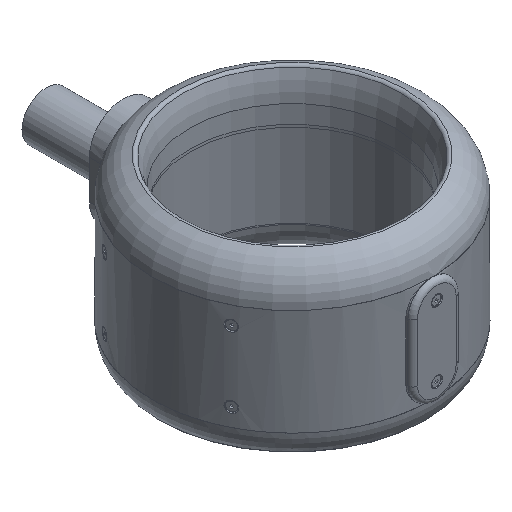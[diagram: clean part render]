
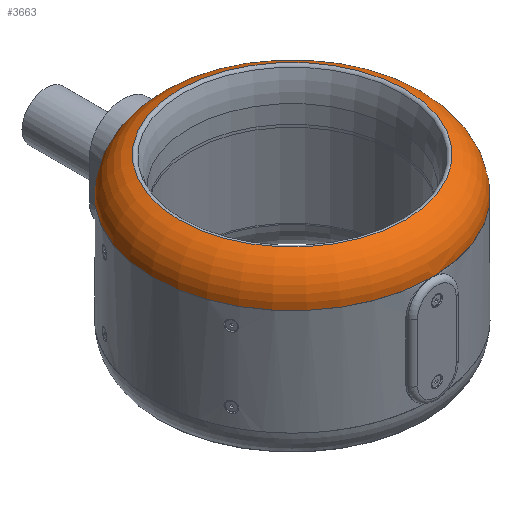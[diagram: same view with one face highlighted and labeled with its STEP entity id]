
A CAD part, isometric view. The second image highlights one B-rep face of the part: STEP entity #3663.
In plain terms, the highlighted toroidal (fillet/blend) face has major radius 105.761 mm and minor radius 39.288 mm.
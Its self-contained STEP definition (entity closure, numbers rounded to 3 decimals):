
#386 = EDGE_CURVE ( 'NONE', #14593, #5780, #2587, .T. ) ;
#560 = VERTEX_POINT ( 'NONE', #11654 ) ;
#660 = TOROIDAL_SURFACE ( 'NONE', #1265, 105.762, 39.288 ) ;
#906 = CARTESIAN_POINT ( 'NONE',  ( -1.183, 145.045, 54.98 ) ) ;
#1132 = CARTESIAN_POINT ( 'NONE',  ( 0., -145.061, 55.246 ) ) ;
#1265 = AXIS2_PLACEMENT_3D ( 'NONE', #12030, #10691, #16253 ) ;
#2100 = DIRECTION ( 'NONE',  ( 0., 0., 1. ) ) ;
#2290 = B_SPLINE_CURVE_WITH_KNOTS ( 'NONE', 3,
 ( #7637, #6180, #10371, #13184 ),
 .UNSPECIFIED., .F., .F.,
 ( 4, 4 ),
 ( 0.011, 0.013 ),
 .UNSPECIFIED. ) ;
#2523 = CARTESIAN_POINT ( 'NONE',  ( -2.104, -145.039, 55.114 ) ) ;
#2587 = CIRCLE ( 'NONE', #17457, 145.05 ) ;
#2710 = DIRECTION ( 'NONE',  ( 0., 0., 1. ) ) ;
#3001 = CARTESIAN_POINT ( 'NONE',  ( -3.156, -145.016, 54.98 ) ) ;
#3309 = ORIENTED_EDGE ( 'NONE', *, *, #6060, .F. ) ;
#3663 = ADVANCED_FACE ( 'NONE', ( #4037, #16417 ), #660, .T. ) ;
#4037 = FACE_OUTER_BOUND ( 'NONE', #15562, .T. ) ;
#4194 = CIRCLE ( 'NONE', #12336, 117.327 ) ;
#4211 = ORIENTED_EDGE ( 'NONE', *, *, #10155, .T. ) ;
#4769 = CARTESIAN_POINT ( 'NONE',  ( 117.327, 0., 92.578 ) ) ;
#5130 = CARTESIAN_POINT ( 'NONE',  ( 0., 0., 54.98 ) ) ;
#5454 = AXIS2_PLACEMENT_3D ( 'NONE', #9682, #2710, #8299 ) ;
#5780 = VERTEX_POINT ( 'NONE', #3001 ) ;
#6060 = EDGE_CURVE ( 'NONE', #14593, #8158, #2290, .T. ) ;
#6180 = CARTESIAN_POINT ( 'NONE',  ( -0.394, 145.052, 55.007 ) ) ;
#6774 = DIRECTION ( 'NONE',  ( 1., 0., 0. ) ) ;
#7259 = EDGE_CURVE ( 'NONE', #17191, #17191, #4194, .T. ) ;
#7637 = CARTESIAN_POINT ( 'NONE',  ( -1.183, 145.045, 54.98 ) ) ;
#7686 = DIRECTION ( 'NONE',  ( 1., 0., 0. ) ) ;
#7929 = CARTESIAN_POINT ( 'NONE',  ( 3.156, -145.016, 54.98 ) ) ;
#8158 = VERTEX_POINT ( 'NONE', #17662 ) ;
#8299 = DIRECTION ( 'NONE',  ( 1., 0., 0. ) ) ;
#9682 = CARTESIAN_POINT ( 'NONE',  ( 0., 0., 54.98 ) ) ;
#9758 = ORIENTED_EDGE ( 'NONE', *, *, #7259, .F. ) ;
#10155 = EDGE_CURVE ( 'NONE', #560, #8158, #13010, .T. ) ;
#10371 = CARTESIAN_POINT ( 'NONE',  ( 0.398, 145.052, 55.007 ) ) ;
#10691 = DIRECTION ( 'NONE',  ( 0., 0., 1. ) ) ;
#11654 = CARTESIAN_POINT ( 'NONE',  ( 3.156, -145.016, 54.98 ) ) ;
#12030 = CARTESIAN_POINT ( 'NONE',  ( 0., 0., 55.03 ) ) ;
#12336 = AXIS2_PLACEMENT_3D ( 'NONE', #14614, #2100, #7686 ) ;
#13010 = CIRCLE ( 'NONE', #5454, 145.05 ) ;
#13184 = CARTESIAN_POINT ( 'NONE',  ( 1.183, 145.045, 54.98 ) ) ;
#14593 = VERTEX_POINT ( 'NONE', #906 ) ;
#14614 = CARTESIAN_POINT ( 'NONE',  ( 0., 0., 92.578 ) ) ;
#15562 = EDGE_LOOP ( 'NONE', ( #16391, #4211, #3309, #16514 ) ) ;
#16187 = EDGE_LOOP ( 'NONE', ( #9758 ) ) ;
#16253 = DIRECTION ( 'NONE',  ( 1., 0., 0. ) ) ;
#16357 = EDGE_CURVE ( 'NONE', #560, #5780, #16485, .T. ) ;
#16386 = CARTESIAN_POINT ( 'NONE',  ( 2.104, -145.039, 55.114 ) ) ;
#16391 = ORIENTED_EDGE ( 'NONE', *, *, #16357, .F. ) ;
#16417 = FACE_OUTER_BOUND ( 'NONE', #16187, .T. ) ;
#16429 = DIRECTION ( 'NONE',  ( 0., 0., 1. ) ) ;
#16481 = CARTESIAN_POINT ( 'NONE',  ( -3.156, -145.016, 54.98 ) ) ;
#16485 = B_SPLINE_CURVE_WITH_KNOTS ( 'NONE', 3,
 ( #7929, #16386, #1132, #2523, #16481 ),
 .UNSPECIFIED., .F., .F.,
 ( 4, 1, 4 ),
 ( 0., 0.003, 0.006 ),
 .UNSPECIFIED. ) ;
#16514 = ORIENTED_EDGE ( 'NONE', *, *, #386, .T. ) ;
#17191 = VERTEX_POINT ( 'NONE', #4769 ) ;
#17457 = AXIS2_PLACEMENT_3D ( 'NONE', #5130, #16429, #6774 ) ;
#17662 = CARTESIAN_POINT ( 'NONE',  ( 1.183, 145.045, 54.98 ) ) ;
